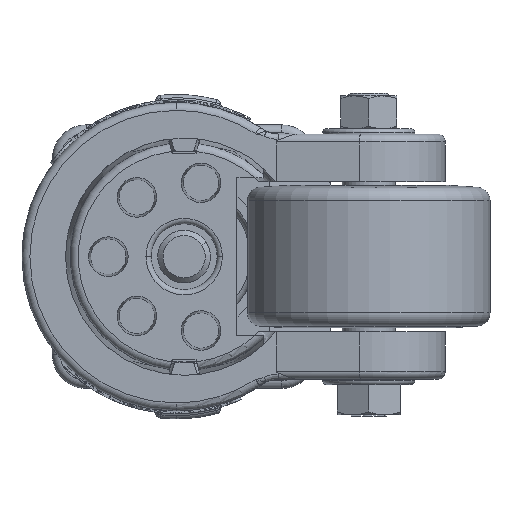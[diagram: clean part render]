
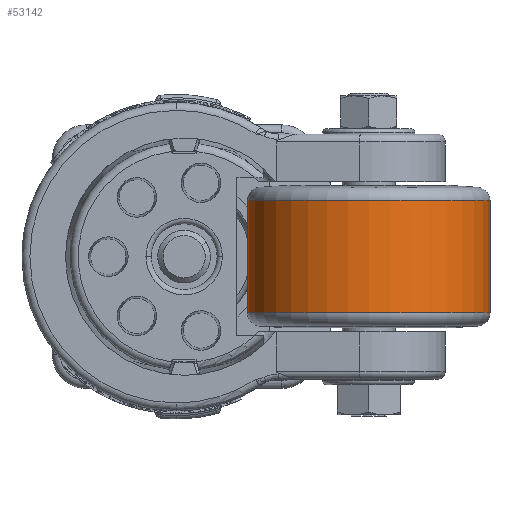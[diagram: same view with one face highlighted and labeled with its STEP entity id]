
A CAD part, front view. The second image highlights one B-rep face of the part: STEP entity #53142.
In plain terms, the highlighted cylindrical face has radius 46 mm (diameter 92 mm), a partial arc.
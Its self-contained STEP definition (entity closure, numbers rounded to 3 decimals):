
#3485 = CARTESIAN_POINT ( 'NONE',  ( 70., 25., 36.757 ) ) ;
#3930 = AXIS2_PLACEMENT_3D ( 'NONE', #8592, #57407, #15584 ) ;
#4389 = DIRECTION ( 'NONE',  ( 1., 0., 0. ) ) ;
#6477 = ORIENTED_EDGE ( 'NONE', *, *, #51761, .F. ) ;
#8283 = VECTOR ( 'NONE', #60224, 1000. ) ;
#8592 = CARTESIAN_POINT ( 'NONE',  ( 70., 25., -21.322 ) ) ;
#9375 = DIRECTION ( 'NONE',  ( 0., 0., 1. ) ) ;
#11270 = AXIS2_PLACEMENT_3D ( 'NONE', #67087, #25412, #74096 ) ;
#15584 = DIRECTION ( 'NONE',  ( -1., 0., 0. ) ) ;
#16210 = ORIENTED_EDGE ( 'NONE', *, *, #60261, .T. ) ;
#25412 = DIRECTION ( 'NONE',  ( 0., 0., -1. ) ) ;
#26219 = CIRCLE ( 'NONE', #11270, 46. ) ;
#26784 = CARTESIAN_POINT ( 'NONE',  ( 116., 25., -21.322 ) ) ;
#26909 = LINE ( 'NONE', #53292, #8283 ) ;
#27493 = VECTOR ( 'NONE', #9375, 1000. ) ;
#32485 = DIRECTION ( 'NONE',  ( 0., 0., 1. ) ) ;
#35575 = ORIENTED_EDGE ( 'NONE', *, *, #66026, .T. ) ;
#37154 = CARTESIAN_POINT ( 'NONE',  ( 116., 25., 36.757 ) ) ;
#42282 = VERTEX_POINT ( 'NONE', #67522 ) ;
#48868 = VERTEX_POINT ( 'NONE', #26784 ) ;
#51761 = EDGE_CURVE ( 'NONE', #67707, #83708, #26909, .T. ) ;
#53142 = ADVANCED_FACE ( 'NONE', ( #83316 ), #81186, .T. ) ;
#53292 = CARTESIAN_POINT ( 'NONE',  ( 24., 25., 36.757 ) ) ;
#57407 = DIRECTION ( 'NONE',  ( 0., 0., 1. ) ) ;
#60224 = DIRECTION ( 'NONE',  ( 0., 0., 1. ) ) ;
#60261 = EDGE_CURVE ( 'NONE', #67707, #48868, #85576, .T. ) ;
#63507 = AXIS2_PLACEMENT_3D ( 'NONE', #3485, #32485, #4389 ) ;
#66026 = EDGE_CURVE ( 'NONE', #48868, #42282, #82975, .T. ) ;
#67087 = CARTESIAN_POINT ( 'NONE',  ( 70., 25., 21.322 ) ) ;
#67464 = CARTESIAN_POINT ( 'NONE',  ( 24., 25., 21.322 ) ) ;
#67522 = CARTESIAN_POINT ( 'NONE',  ( 116., 25., 21.322 ) ) ;
#67707 = VERTEX_POINT ( 'NONE', #76014 ) ;
#69525 = EDGE_CURVE ( 'NONE', #42282, #83708, #26219, .T. ) ;
#72315 = ORIENTED_EDGE ( 'NONE', *, *, #69525, .T. ) ;
#74096 = DIRECTION ( 'NONE',  ( -1., 0., 0. ) ) ;
#76014 = CARTESIAN_POINT ( 'NONE',  ( 24., 25., -21.322 ) ) ;
#81186 = CYLINDRICAL_SURFACE ( 'NONE', #63507, 46. ) ;
#82975 = LINE ( 'NONE', #37154, #27493 ) ;
#83316 = FACE_OUTER_BOUND ( 'NONE', #86322, .T. ) ;
#83708 = VERTEX_POINT ( 'NONE', #67464 ) ;
#85576 = CIRCLE ( 'NONE', #3930, 46. ) ;
#86322 = EDGE_LOOP ( 'NONE', ( #6477, #16210, #35575, #72315 ) ) ;
